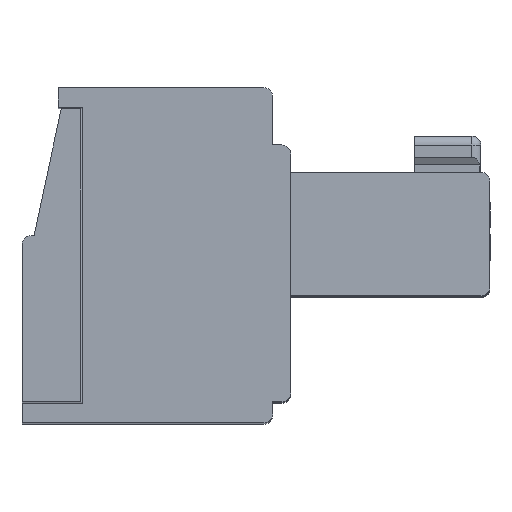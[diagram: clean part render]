
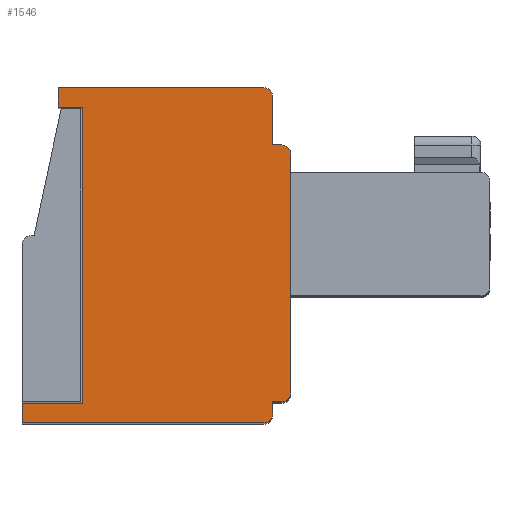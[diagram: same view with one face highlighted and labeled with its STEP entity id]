
A CAD part, top view. The second image highlights one B-rep face of the part: STEP entity #1546.
In plain terms, the highlighted planar face has unit normal (0, 0, 1).
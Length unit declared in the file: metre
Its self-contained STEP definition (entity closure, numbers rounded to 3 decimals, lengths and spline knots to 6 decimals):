
#1546=ADVANCED_FACE('',(#3299),#3300,.F.);
#3299=FACE_OUTER_BOUND('',#5246,.T.);
#3300=PLANE('',#5247);
#5246=EDGE_LOOP('',(#9689,#9690,#9691,#9692,#9693,#9694,#9695,#9696,#9697,#9698,#9699,#9700,#9701,#9702,#9703,#9704));
#5247=AXIS2_PLACEMENT_3D('',#9705,#9706,#9707);
#9689=ORIENTED_EDGE('',*,*,#12931,.T.);
#9690=ORIENTED_EDGE('',*,*,#12932,.T.);
#9691=ORIENTED_EDGE('',*,*,#12933,.T.);
#9692=ORIENTED_EDGE('',*,*,#12934,.T.);
#9693=ORIENTED_EDGE('',*,*,#12935,.T.);
#9694=ORIENTED_EDGE('',*,*,#12936,.F.);
#9695=ORIENTED_EDGE('',*,*,#12937,.T.);
#9696=ORIENTED_EDGE('',*,*,#12938,.T.);
#9697=ORIENTED_EDGE('',*,*,#12939,.T.);
#9698=ORIENTED_EDGE('',*,*,#12940,.T.);
#9699=ORIENTED_EDGE('',*,*,#12941,.T.);
#9700=ORIENTED_EDGE('',*,*,#12942,.T.);
#9701=ORIENTED_EDGE('',*,*,#12943,.T.);
#9702=ORIENTED_EDGE('',*,*,#12944,.F.);
#9703=ORIENTED_EDGE('',*,*,#12945,.T.);
#9704=ORIENTED_EDGE('',*,*,#12946,.T.);
#9705=CARTESIAN_POINT('',(0.013673,0.00851,0.022458));
#9706=DIRECTION('',(0.,0.,-1.0));
#9707=DIRECTION('',(0.0,-1.0,0.));
#12931=EDGE_CURVE('',#15847,#15848,#15849,.T.);
#12932=EDGE_CURVE('',#15848,#15850,#15851,.T.);
#12933=EDGE_CURVE('',#15850,#15852,#15853,.T.);
#12934=EDGE_CURVE('',#15852,#15854,#15855,.T.);
#12935=EDGE_CURVE('',#15854,#15856,#15857,.T.);
#12936=EDGE_CURVE('',#15858,#15856,#15859,.T.);
#12937=EDGE_CURVE('',#15858,#15860,#15861,.T.);
#12938=EDGE_CURVE('',#15860,#15862,#15863,.T.);
#12939=EDGE_CURVE('',#15862,#15864,#15865,.T.);
#12940=EDGE_CURVE('',#15864,#15866,#15867,.T.);
#12941=EDGE_CURVE('',#15866,#15868,#15869,.T.);
#12942=EDGE_CURVE('',#15868,#15870,#15871,.T.);
#12943=EDGE_CURVE('',#15870,#15872,#15873,.T.);
#12944=EDGE_CURVE('',#15874,#15872,#15875,.T.);
#12945=EDGE_CURVE('',#15874,#15876,#15877,.T.);
#12946=EDGE_CURVE('',#15876,#15847,#15878,.T.);
#15847=VERTEX_POINT('',#20203);
#15848=VERTEX_POINT('',#20204);
#15849=LINE('',#20205,#20206);
#15850=VERTEX_POINT('',#20207);
#15851=CIRCLE('',#20208,0.0003);
#15852=VERTEX_POINT('',#20209);
#15853=LINE('',#20210,#20211);
#15854=VERTEX_POINT('',#20212);
#15855=LINE('',#20213,#20214);
#15856=VERTEX_POINT('',#20215);
#15857=CIRCLE('',#20216,0.0003);
#15858=VERTEX_POINT('',#20217);
#15859=LINE('',#20218,#20219);
#15860=VERTEX_POINT('',#20220);
#15861=CIRCLE('',#20221,0.0003);
#15862=VERTEX_POINT('',#20222);
#15863=LINE('',#20223,#20224);
#15864=VERTEX_POINT('',#20225);
#15865=LINE('',#20226,#20227);
#15866=VERTEX_POINT('',#20228);
#15867=CIRCLE('',#20229,0.0003);
#15868=VERTEX_POINT('',#20230);
#15869=LINE('',#20231,#20232);
#15870=VERTEX_POINT('',#20233);
#15871=LINE('',#20234,#20235);
#15872=VERTEX_POINT('',#20236);
#15873=LINE('',#20237,#20238);
#15874=VERTEX_POINT('',#20239);
#15875=LINE('',#20240,#20241);
#15876=VERTEX_POINT('',#20242);
#15877=LINE('',#20243,#20244);
#15878=LINE('',#20245,#20246);
#20203=CARTESIAN_POINT('',(-0.001527,0.00051,0.022458));
#20204=CARTESIAN_POINT('',(0.006473,0.00051,0.022458));
#20205=CARTESIAN_POINT('',(0.013673,0.00051,0.022458));
#20206=VECTOR('',#23022,1.0);
#20207=CARTESIAN_POINT('',(0.006773,0.00081,0.022458));
#20208=AXIS2_PLACEMENT_3D('',#23023,#23024,#23025);
#20209=CARTESIAN_POINT('',(0.006773,0.00121,0.022458));
#20210=CARTESIAN_POINT('',(0.006773,0.00851,0.022458));
#20211=VECTOR('',#23026,1.0);
#20212=CARTESIAN_POINT('',(0.007073,0.00121,0.022458));
#20213=CARTESIAN_POINT('',(0.013673,0.00121,0.022458));
#20214=VECTOR('',#23027,1.0);
#20215=CARTESIAN_POINT('',(0.007373,0.00151,0.022458));
#20216=AXIS2_PLACEMENT_3D('',#23028,#23029,#23030);
#20217=CARTESIAN_POINT('',(0.007373,0.00941,0.022458));
#20218=CARTESIAN_POINT('',(0.007373,0.00941,0.022458));
#20219=VECTOR('',#23031,1.0);
#20220=CARTESIAN_POINT('',(0.007073,0.00971,0.022458));
#20221=AXIS2_PLACEMENT_3D('',#23032,#23033,#23034);
#20222=CARTESIAN_POINT('',(0.006773,0.00971,0.022458));
#20223=CARTESIAN_POINT('',(0.006773,0.00971,0.022458));
#20224=VECTOR('',#23035,1.0);
#20225=CARTESIAN_POINT('',(0.006773,0.01131,0.022458));
#20226=CARTESIAN_POINT('',(0.006773,0.00851,0.022458));
#20227=VECTOR('',#23036,1.0);
#20228=CARTESIAN_POINT('',(0.006473,0.01161,0.022458));
#20229=AXIS2_PLACEMENT_3D('',#23037,#23038,#23039);
#20230=CARTESIAN_POINT('',(-0.000327,0.01161,0.022458));
#20231=CARTESIAN_POINT('',(0.013673,0.01161,0.022458));
#20232=VECTOR('',#23040,1.0);
#20233=CARTESIAN_POINT('',(-0.000327,0.01096,0.022458));
#20234=CARTESIAN_POINT('',(-0.000327,0.00851,0.022458));
#20235=VECTOR('',#23041,1.0);
#20236=CARTESIAN_POINT('',(0.000473,0.01096,0.022458));
#20237=CARTESIAN_POINT('',(0.013673,0.01096,0.022458));
#20238=VECTOR('',#23042,1.0);
#20239=CARTESIAN_POINT('',(0.000473,0.00116,0.022458));
#20240=CARTESIAN_POINT('',(0.000473,0.00116,0.022458));
#20241=VECTOR('',#23043,1.0);
#20242=CARTESIAN_POINT('',(-0.001527,0.00116,0.022458));
#20243=CARTESIAN_POINT('',(0.013673,0.00116,0.022458));
#20244=VECTOR('',#23044,1.0);
#20245=CARTESIAN_POINT('',(-0.001527,0.00851,0.022458));
#20246=VECTOR('',#23045,1.0);
#23022=DIRECTION('',(1.0,0.,0.));
#23023=CARTESIAN_POINT('',(0.006473,0.00081,0.022458));
#23024=DIRECTION('',(0.,0.,1.0));
#23025=DIRECTION('',(-1.0,0.,0.));
#23026=DIRECTION('',(0.,1.0,0.));
#23027=DIRECTION('',(1.0,0.,0.));
#23028=CARTESIAN_POINT('',(0.007073,0.00151,0.022458));
#23029=DIRECTION('',(0.,0.,1.0));
#23030=DIRECTION('',(-1.0,0.,0.));
#23031=DIRECTION('',(0.,-1.0,0.0));
#23032=CARTESIAN_POINT('',(0.007073,0.00941,0.022458));
#23033=DIRECTION('',(0.,0.,1.0));
#23034=DIRECTION('',(-1.0,0.0,0.));
#23035=DIRECTION('',(-1.0,0.,0.));
#23036=DIRECTION('',(0.,1.0,0.));
#23037=CARTESIAN_POINT('',(0.006473,0.01131,0.022458));
#23038=DIRECTION('',(0.,0.,1.0));
#23039=DIRECTION('',(-1.0,0.,0.));
#23040=DIRECTION('',(-1.0,0.,0.));
#23041=DIRECTION('',(0.,-1.0,0.));
#23042=DIRECTION('',(1.0,0.,0.));
#23043=DIRECTION('',(0.,1.0,0.0));
#23044=DIRECTION('',(-1.0,0.,0.));
#23045=DIRECTION('',(0.,-1.0,0.));
